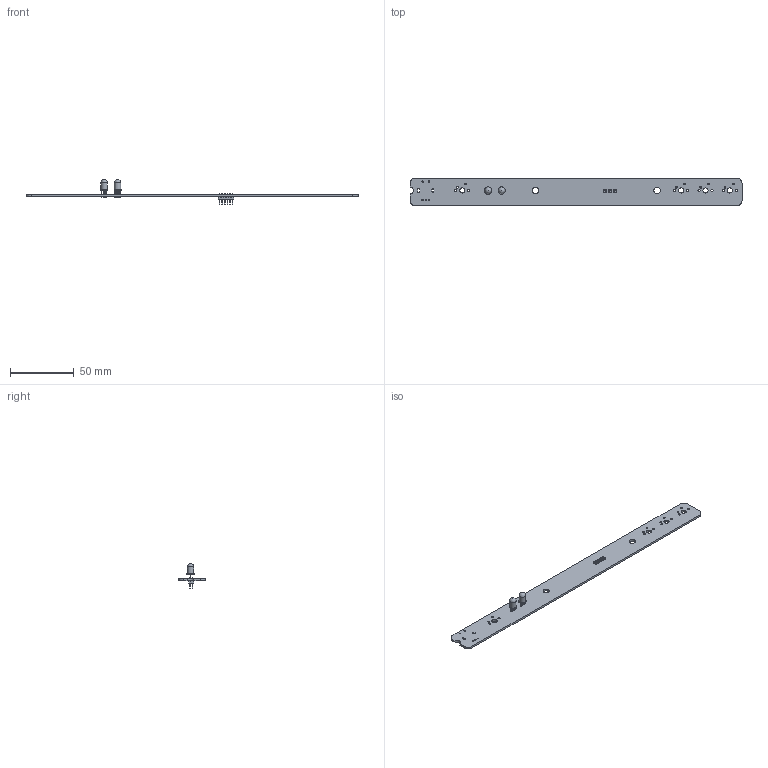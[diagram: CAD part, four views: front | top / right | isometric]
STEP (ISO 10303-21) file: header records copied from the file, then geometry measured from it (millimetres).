
FILE_DESCRIPTION(('KiCad electronic assembly'),'2;1');
FILE_NAME('blvdtop.step','2021-08-14T15:26:22',('An Author'),( 'A Company'),'Open CASCADE STEP processor 6.9', 'KiCad to STEP converter','Unknown');
FILE_SCHEMA(('AUTOMOTIVE_DESIGN { 1 0 10303 214 1 1 1 1 }'));
Length unit declared in the file: millimetre
Products named in the file (6): Open CASCADE STEP translator 6.9 1; LED_D5.0mm-4_RGB; SOLID; PinHeader_2x06_P2.00mm_Vertical; COMPOUND
Assembly tree (6 placements, depth 3):
  Open CASCADE STEP translator 6.9 1
    LED_D5.0mm-4_RGB  x2
      SOLID
    PinHeader_2x06_P2.00mm_Vertical
      SOLID
    COMPOUND
Bounding box: 260 x 21.43 x 19.3 mm (x, y, z)
Volume: 9084.5 mm3; surface area: 12822.4 mm2
Topology: 4 solids, 4 shells, 376 faces, 914 edges, 576 vertices
Faces by surface type: plane 314, cylinder 60, sphere 2
Full cylindrical faces by diameter (mm): 0.8 x12, 0.9 x8, 1 x5, 1.5 x8, 1.7 x8, 4 x4, 5 x4
Entity records: 23497 total; most frequent: CARTESIAN_POINT 3557, DIRECTION 3382, LINE 2318, VECTOR 2318, ORIENTED_EDGE 1704, PCURVE 1704, DEFINITIONAL_REPRESENTATION 1704, EDGE_CURVE 852
